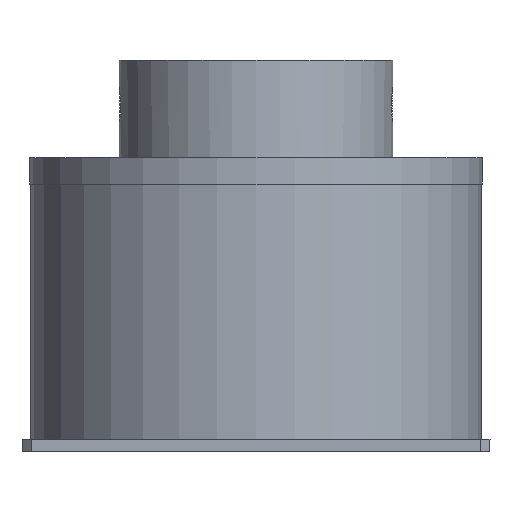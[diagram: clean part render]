
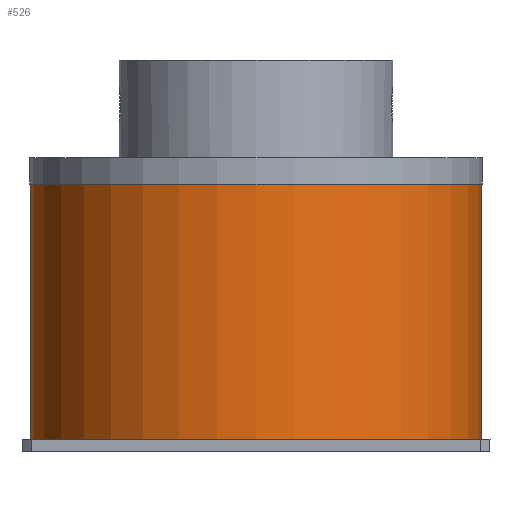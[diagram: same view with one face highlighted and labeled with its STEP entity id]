
A CAD part, front view. The second image highlights one B-rep face of the part: STEP entity #526.
In plain terms, the highlighted cylindrical face has radius 25.5 mm (diameter 51 mm), a partial arc.
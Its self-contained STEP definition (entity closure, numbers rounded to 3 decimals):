
#526 = ADVANCED_FACE ( 'NONE', ( #2083 ), #2082, .T. ) ;
#592 = EDGE_CURVE ( 'NONE', #1203, #1202, #2215, .T. ) ;
#593 = ORIENTED_EDGE ( 'NONE', *, *, #1254, .T. ) ;
#594 = ORIENTED_EDGE ( 'NONE', *, *, #615, .F. ) ;
#597 = EDGE_LOOP ( 'NONE', ( #598, #599, #593, #594 ) ) ;
#598 = ORIENTED_EDGE ( 'NONE', *, *, #1205, .F. ) ;
#599 = ORIENTED_EDGE ( 'NONE', *, *, #592, .F. ) ;
#615 = EDGE_CURVE ( 'NONE', #1206, #1252, #2238, .T. ) ;
#1202 = VERTEX_POINT ( 'NONE', #3463 ) ;
#1203 = VERTEX_POINT ( 'NONE', #3462 ) ;
#1205 = EDGE_CURVE ( 'NONE', #1202, #1206, #3461, .T. ) ;
#1206 = VERTEX_POINT ( 'NONE', #3457 ) ;
#1252 = VERTEX_POINT ( 'NONE', #3565 ) ;
#1254 = EDGE_CURVE ( 'NONE', #1203, #1252, #3564, .T. ) ;
#2077 = DIRECTION ( 'NONE',  ( -1., 0., 0. ) ) ;
#2078 = DIRECTION ( 'NONE',  ( 0., 0., -1. ) ) ;
#2079 = AXIS2_PLACEMENT_3D ( 'NONE', #2081, #2078, #2077 ) ;
#2081 = CARTESIAN_POINT ( 'NONE',  ( 0., 0., 30.05 ) ) ;
#2082 = CYLINDRICAL_SURFACE ( 'NONE', #2079, 25.5 ) ;
#2083 = FACE_OUTER_BOUND ( 'NONE', #597, .T. ) ;
#2211 = DIRECTION ( 'NONE',  ( 1., 0., 0. ) ) ;
#2212 = DIRECTION ( 'NONE',  ( 0., 0., 1. ) ) ;
#2213 = CARTESIAN_POINT ( 'NONE',  ( 0., 0., 30.3 ) ) ;
#2214 = AXIS2_PLACEMENT_3D ( 'NONE', #2213, #2212, #2211 ) ;
#2215 = CIRCLE ( 'NONE', #2214, 25.5 ) ;
#2234 = DIRECTION ( 'NONE',  ( 1., 0., 0. ) ) ;
#2235 = DIRECTION ( 'NONE',  ( 0., 0., -1. ) ) ;
#2236 = CARTESIAN_POINT ( 'NONE',  ( 0., 0., 1.4 ) ) ;
#2237 = AXIS2_PLACEMENT_3D ( 'NONE', #2236, #2235, #2234 ) ;
#2238 = CIRCLE ( 'NONE', #2237, 25.5 ) ;
#3457 = CARTESIAN_POINT ( 'NONE',  ( 25.5, 0., 1.4 ) ) ;
#3458 = DIRECTION ( 'NONE',  ( 0., 0., -1. ) ) ;
#3459 = VECTOR ( 'NONE', #3458, 1000. ) ;
#3460 = CARTESIAN_POINT ( 'NONE',  ( 25.5, 0., 30.05 ) ) ;
#3461 = LINE ( 'NONE', #3460, #3459 ) ;
#3462 = CARTESIAN_POINT ( 'NONE',  ( -25.5, 0., 30.3 ) ) ;
#3463 = CARTESIAN_POINT ( 'NONE',  ( 25.5, 0., 30.3 ) ) ;
#3561 = DIRECTION ( 'NONE',  ( 0., 0., -1. ) ) ;
#3562 = VECTOR ( 'NONE', #3561, 1000. ) ;
#3563 = CARTESIAN_POINT ( 'NONE',  ( -25.5, 0., 30.05 ) ) ;
#3564 = LINE ( 'NONE', #3563, #3562 ) ;
#3565 = CARTESIAN_POINT ( 'NONE',  ( -25.5, 0., 1.4 ) ) ;
